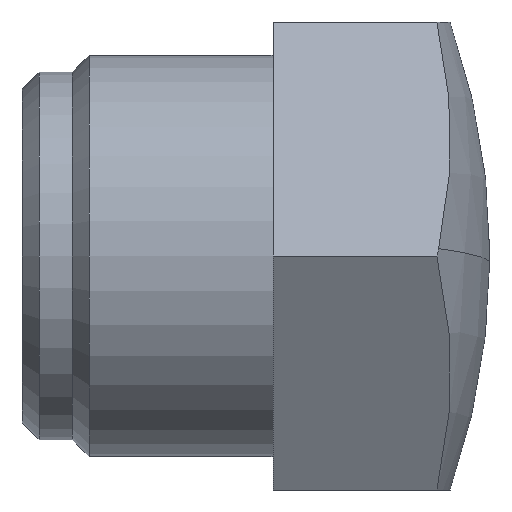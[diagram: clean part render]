
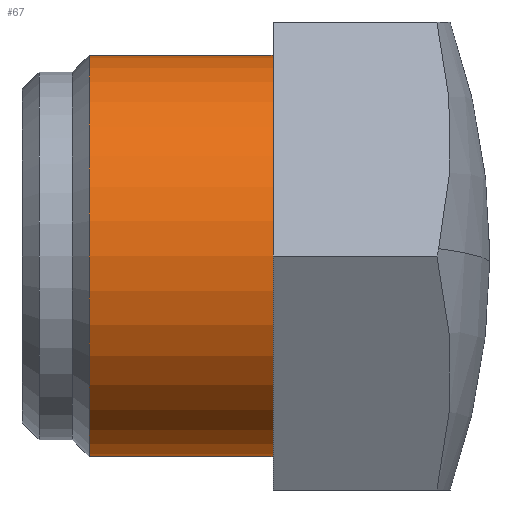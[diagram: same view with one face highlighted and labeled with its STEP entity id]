
A CAD part, front view. The second image highlights one B-rep face of the part: STEP entity #67.
In plain terms, the highlighted cylindrical face has radius 6 mm (diameter 12 mm), a partial arc.
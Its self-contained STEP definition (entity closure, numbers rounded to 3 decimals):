
#7 = DIRECTION ( 'NONE',  ( 0., 1., 0. ) ) ;
#21 = EDGE_CURVE ( 'NONE', #93, #740, #700, .T. ) ;
#28 = ORIENTED_EDGE ( 'NONE', *, *, #499, .F. ) ;
#65 = VERTEX_POINT ( 'NONE', #371 ) ;
#67 = ADVANCED_FACE ( 'NONE', ( #503 ), #509, .T. ) ;
#81 = CIRCLE ( 'NONE', #543, 6. ) ;
#93 = VERTEX_POINT ( 'NONE', #762 ) ;
#111 = DIRECTION ( 'NONE',  ( 1., 0., 0. ) ) ;
#137 = ORIENTED_EDGE ( 'NONE', *, *, #187, .T. ) ;
#178 = CARTESIAN_POINT ( 'NONE',  ( -5.5, 0., -6. ) ) ;
#183 = DIRECTION ( 'NONE',  ( 1., 0., 0. ) ) ;
#187 = EDGE_CURVE ( 'NONE', #611, #93, #555, .T. ) ;
#203 = CARTESIAN_POINT ( 'NONE',  ( -5.5, 0., 6. ) ) ;
#212 = DIRECTION ( 'NONE',  ( 1., 0., 0. ) ) ;
#296 = CARTESIAN_POINT ( 'NONE',  ( 0., 0., -6. ) ) ;
#369 = CARTESIAN_POINT ( 'NONE',  ( 6.5, 0., 0. ) ) ;
#371 = CARTESIAN_POINT ( 'NONE',  ( 0., 0., 6. ) ) ;
#394 = DIRECTION ( 'NONE',  ( 0., 0., -1. ) ) ;
#405 = CARTESIAN_POINT ( 'NONE',  ( -5.5, 0., 0. ) ) ;
#416 = ORIENTED_EDGE ( 'NONE', *, *, #564, .F. ) ;
#456 = AXIS2_PLACEMENT_3D ( 'NONE', #369, #694, #7 ) ;
#499 = EDGE_CURVE ( 'NONE', #65, #740, #81, .T. ) ;
#503 = FACE_OUTER_BOUND ( 'NONE', #804, .T. ) ;
#508 = LINE ( 'NONE', #767, #610 ) ;
#509 = CYLINDRICAL_SURFACE ( 'NONE', #456, 6. ) ;
#543 = AXIS2_PLACEMENT_3D ( 'NONE', #696, #111, #764 ) ;
#555 = CIRCLE ( 'NONE', #581, 6. ) ;
#564 = EDGE_CURVE ( 'NONE', #611, #65, #508, .T. ) ;
#581 = AXIS2_PLACEMENT_3D ( 'NONE', #405, #212, #394 ) ;
#610 = VECTOR ( 'NONE', #183, 1000. ) ;
#611 = VERTEX_POINT ( 'NONE', #203 ) ;
#623 = ORIENTED_EDGE ( 'NONE', *, *, #21, .T. ) ;
#635 = DIRECTION ( 'NONE',  ( 1., 0., 0. ) ) ;
#694 = DIRECTION ( 'NONE',  ( 1., 0., 0. ) ) ;
#696 = CARTESIAN_POINT ( 'NONE',  ( 0., 0., 0. ) ) ;
#700 = LINE ( 'NONE', #178, #797 ) ;
#740 = VERTEX_POINT ( 'NONE', #296 ) ;
#762 = CARTESIAN_POINT ( 'NONE',  ( -5.5, 0., -6. ) ) ;
#764 = DIRECTION ( 'NONE',  ( 0., 0., -1. ) ) ;
#767 = CARTESIAN_POINT ( 'NONE',  ( -5.5, 0., 6. ) ) ;
#797 = VECTOR ( 'NONE', #635, 1000. ) ;
#804 = EDGE_LOOP ( 'NONE', ( #416, #137, #623, #28 ) ) ;
